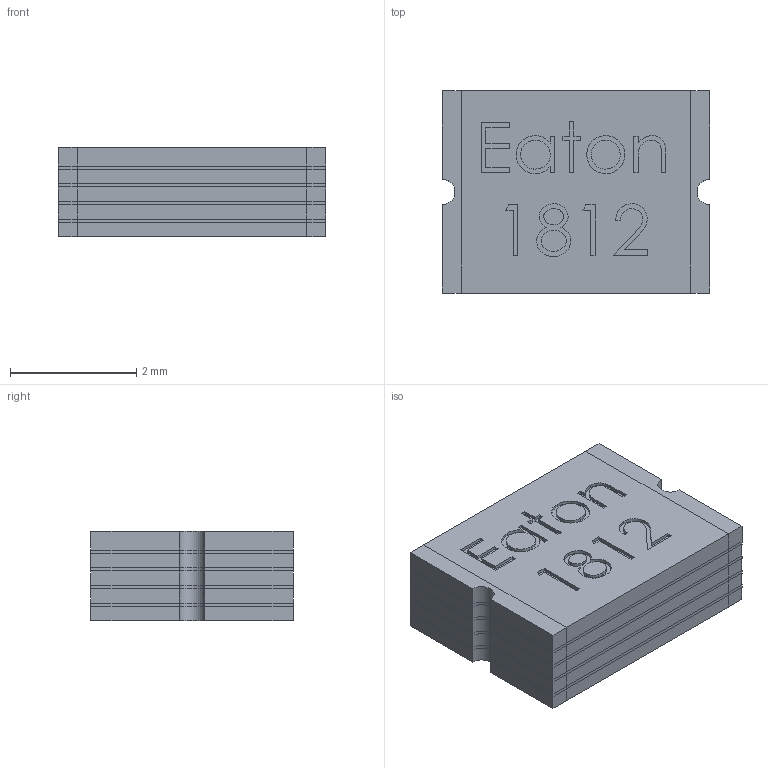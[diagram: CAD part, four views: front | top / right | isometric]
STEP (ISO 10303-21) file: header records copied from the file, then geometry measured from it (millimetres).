
FILE_DESCRIPTION (( 'STEP AP214' ), '1' );
FILE_NAME ('1812_V01.STEP', '2022-08-03T17:42:24', ( '' ), ( '' ), 'SwSTEP 2.0', 'SolidWorks 2022', '' );
FILE_SCHEMA (( 'AUTOMOTIVE_DESIGN' ));
Length unit declared in the file: millimetre
Products named in the file (1): 1812_V01
Bounding box: 4.23 x 3.2 x 1.42 mm (x, y, z)
Volume: 19 mm3; surface area: 282.7 mm2
Topology: 27 solids, 27 shells, 322 faces, 765 edges, 510 vertices
Faces by surface type: plane 248, bspline 47, cylinder 27
Entity records: 14210 total; most frequent: CARTESIAN_POINT 4405, ORIENTED_EDGE 1530, DIRECTION 1277, EDGE_CURVE 765, LINE 617, VECTOR 617, VERTEX_POINT 510, EDGE_LOOP 335
